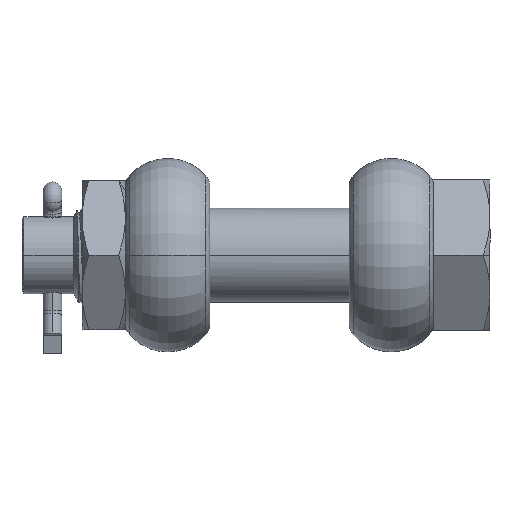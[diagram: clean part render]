
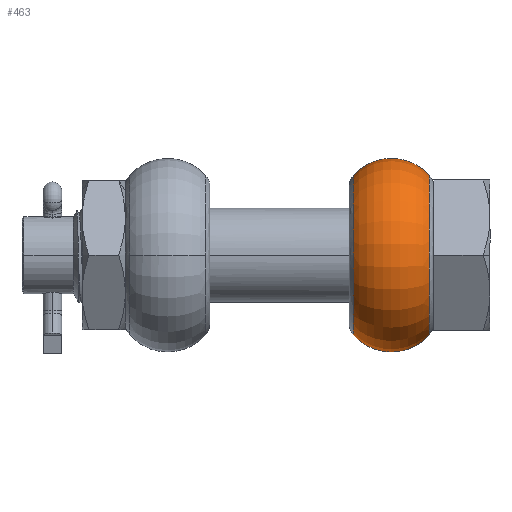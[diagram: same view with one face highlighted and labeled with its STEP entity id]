
A CAD part, front view. The second image highlights one B-rep face of the part: STEP entity #463.
In plain terms, the highlighted toroidal (fillet/blend) face has major radius 24.5 mm and minor radius 27 mm.
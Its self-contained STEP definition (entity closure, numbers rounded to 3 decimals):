
#463=ADVANCED_FACE('NONE',(#1690),#1691,.T.);
#1690=FACE_OUTER_BOUND('',#8714,.T.);
#1691=TOROIDAL_SURFACE('',#8715,24.5,27.);
#8714=EDGE_LOOP('',(#15593,#15594,#15595,#15596));
#8715=AXIS2_PLACEMENT_3D('',#15597,#15598,#15599);
#15593=ORIENTED_EDGE('',*,*,#20103,.F.);
#15594=ORIENTED_EDGE('',*,*,#20108,.T.);
#15595=ORIENTED_EDGE('',*,*,#20109,.T.);
#15596=ORIENTED_EDGE('',*,*,#20110,.F.);
#15597=CARTESIAN_POINT('',(59.5,0.,0.));
#15598=DIRECTION('',(1.0,0.0,0.0));
#15599=DIRECTION('',(0.0,0.0,-1.0));
#20103=EDGE_CURVE('NONE',#23328,#23330,#23331,.T.);
#20108=EDGE_CURVE('NONE',#23328,#23339,#23340,.T.);
#20109=EDGE_CURVE('NONE',#23339,#23341,#23342,.T.);
#20110=EDGE_CURVE('NONE',#23330,#23341,#23343,.T.);
#23328=VERTEX_POINT('NONE',#33525);
#23330=VERTEX_POINT('NONE',#33527);
#23331=CIRCLE('',#33528,27.);
#23339=VERTEX_POINT('NONE',#33609);
#23340=CIRCLE('',#33610,42.359);
#23341=VERTEX_POINT('NONE',#33611);
#23342=CIRCLE('',#33612,27.);
#23343=CIRCLE('',#33613,42.359);
#33525=CARTESIAN_POINT('',(39.25,0.,42.359));
#33527=CARTESIAN_POINT('',(79.75,0.,42.359));
#33528=AXIS2_PLACEMENT_3D('',#40849,#40850,#40851);
#33609=CARTESIAN_POINT('',(39.25,0.,-42.359));
#33610=AXIS2_PLACEMENT_3D('',#40855,#40856,#40857);
#33611=CARTESIAN_POINT('',(79.75,0.,-42.359));
#33612=AXIS2_PLACEMENT_3D('',#40858,#40859,#40860);
#33613=AXIS2_PLACEMENT_3D('',#40861,#40862,#40863);
#40849=CARTESIAN_POINT('',(59.5,0.,24.5));
#40850=DIRECTION('',(0.0,1.0,0.));
#40851=DIRECTION('',(0.0,0.,1.0));
#40855=CARTESIAN_POINT('',(39.25,0.0,0.0));
#40856=DIRECTION('',(1.0,0.0,0.0));
#40857=DIRECTION('',(0.0,0.,-1.0));
#40858=CARTESIAN_POINT('',(59.5,0.,-24.5));
#40859=DIRECTION('',(0.0,-1.0,0.0));
#40860=DIRECTION('',(0.0,0.0,-1.0));
#40861=CARTESIAN_POINT('',(79.75,0.,0.));
#40862=DIRECTION('',(1.0,0.,0.));
#40863=DIRECTION('',(0.,-1.0,0.0));
